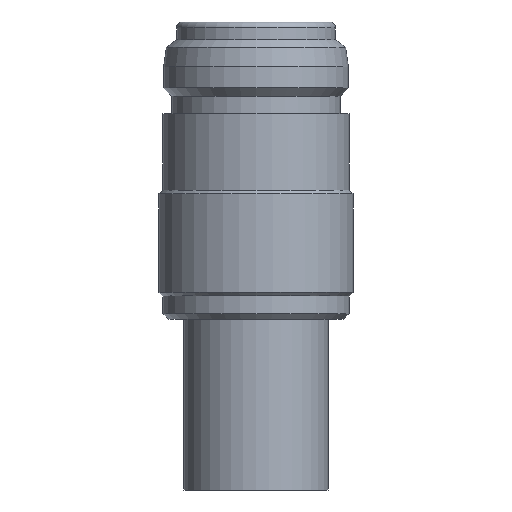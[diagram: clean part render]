
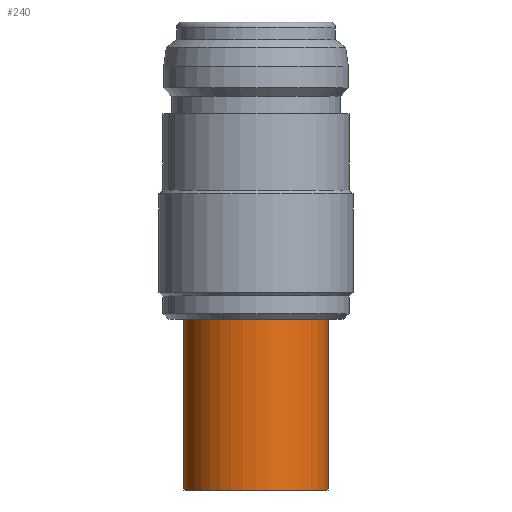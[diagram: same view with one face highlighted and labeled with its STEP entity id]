
A CAD part, front view. The second image highlights one B-rep face of the part: STEP entity #240.
In plain terms, the highlighted cylindrical face has radius 6.125 mm (diameter 12.25 mm), a partial arc.
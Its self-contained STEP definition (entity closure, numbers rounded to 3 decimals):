
#134 = FACE_OUTER_BOUND ( 'NONE', #3461, .T. ) ;
#207 = CARTESIAN_POINT ( 'NONE',  ( 0., 0., -25.3 ) ) ;
#210 = CARTESIAN_POINT ( 'NONE',  ( -6.125, 0., -39.8 ) ) ;
#240 = ADVANCED_FACE ( 'NONE', ( #134 ), #3513, .T. ) ;
#299 = EDGE_CURVE ( 'NONE', #2162, #1856, #3213, .T. ) ;
#331 = CARTESIAN_POINT ( 'NONE',  ( 0., 0., -39.8 ) ) ;
#352 = DIRECTION ( 'NONE',  ( 1., 0., 0. ) ) ;
#368 = ORIENTED_EDGE ( 'NONE', *, *, #299, .T. ) ;
#395 = DIRECTION ( 'NONE',  ( 0., 0., 1. ) ) ;
#486 = DIRECTION ( 'NONE',  ( 0., 0., 1. ) ) ;
#627 = DIRECTION ( 'NONE',  ( 1., 0., 0. ) ) ;
#757 = CARTESIAN_POINT ( 'NONE',  ( -6.125, 0., -25.3 ) ) ;
#915 = EDGE_CURVE ( 'NONE', #1856, #2757, #3445, .T. ) ;
#1041 = CARTESIAN_POINT ( 'NONE',  ( 6.125, 0., -24.882 ) ) ;
#1225 = CARTESIAN_POINT ( 'NONE',  ( 0., 0., -24.882 ) ) ;
#1352 = ORIENTED_EDGE ( 'NONE', *, *, #3160, .F. ) ;
#1856 = VERTEX_POINT ( 'NONE', #2402 ) ;
#1863 = CARTESIAN_POINT ( 'NONE',  ( -6.125, 0., -24.882 ) ) ;
#1975 = ORIENTED_EDGE ( 'NONE', *, *, #3689, .T. ) ;
#1999 = DIRECTION ( 'NONE',  ( 0., 0., -1. ) ) ;
#2032 = CIRCLE ( 'NONE', #3572, 6.125 ) ;
#2162 = VERTEX_POINT ( 'NONE', #2342 ) ;
#2311 = ORIENTED_EDGE ( 'NONE', *, *, #915, .T. ) ;
#2333 = VECTOR ( 'NONE', #486, 1000. ) ;
#2336 = DIRECTION ( 'NONE',  ( 0., 0., 1. ) ) ;
#2342 = CARTESIAN_POINT ( 'NONE',  ( 6.125, 0., -39.8 ) ) ;
#2402 = CARTESIAN_POINT ( 'NONE',  ( 6.125, 0., -25.3 ) ) ;
#2554 = DIRECTION ( 'NONE',  ( 1., 0., 0. ) ) ;
#2592 = VECTOR ( 'NONE', #3593, 1000. ) ;
#2670 = LINE ( 'NONE', #1863, #2592 ) ;
#2757 = VERTEX_POINT ( 'NONE', #757 ) ;
#2949 = AXIS2_PLACEMENT_3D ( 'NONE', #207, #1999, #2554 ) ;
#3160 = EDGE_CURVE ( 'NONE', #3293, #2757, #2670, .T. ) ;
#3213 = LINE ( 'NONE', #1041, #2333 ) ;
#3293 = VERTEX_POINT ( 'NONE', #210 ) ;
#3363 = AXIS2_PLACEMENT_3D ( 'NONE', #1225, #395, #352 ) ;
#3445 = CIRCLE ( 'NONE', #2949, 6.125 ) ;
#3461 = EDGE_LOOP ( 'NONE', ( #1352, #1975, #368, #2311 ) ) ;
#3513 = CYLINDRICAL_SURFACE ( 'NONE', #3363, 6.125 ) ;
#3572 = AXIS2_PLACEMENT_3D ( 'NONE', #331, #2336, #627 ) ;
#3593 = DIRECTION ( 'NONE',  ( 0., 0., 1. ) ) ;
#3689 = EDGE_CURVE ( 'NONE', #3293, #2162, #2032, .T. ) ;
